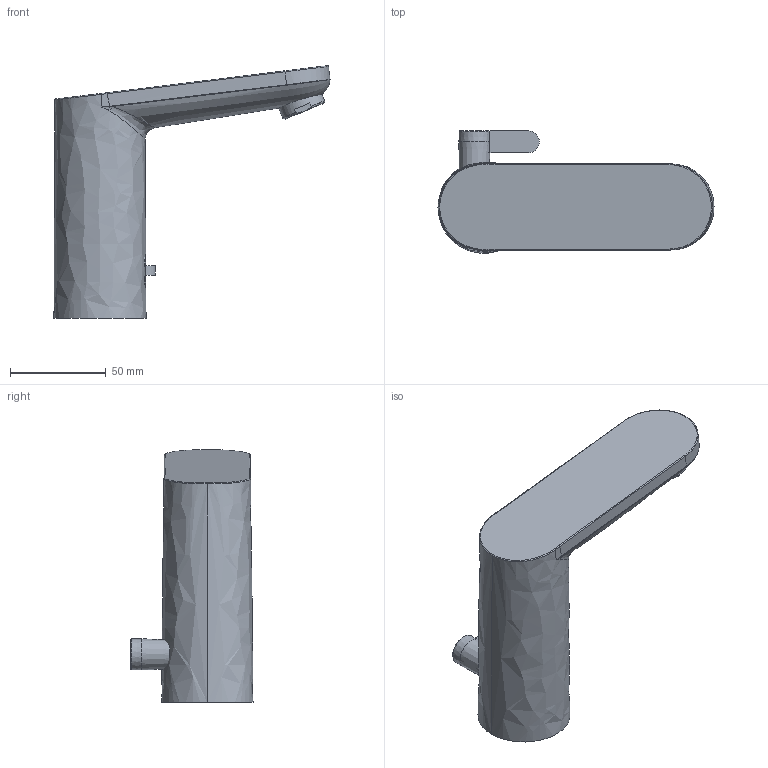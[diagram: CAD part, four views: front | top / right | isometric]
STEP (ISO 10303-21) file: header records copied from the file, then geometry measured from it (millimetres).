
FILE_DESCRIPTION(/* description */ ('Unknown'),/* implementation_level */ '2;1');
FILE_NAME(/* name */ '36324001',/* time_stamp */ '2022-09-08T19:14:35+02:00',/* author */ ('Unknown'),/* organization */ ('GROHE AG'),/* preprocessor_version */ 'ST-DEVELOPER v16.7',/* originating_system */ 'DEX',/* authorisation */ $);
FILE_SCHEMA (('AUTOMOTIVE_DESIGN {1 0 10303 214 3 1 1}'));
Length unit declared in the file: millimetre
Products named in the file (5): 36324001; 36324001_0; OVAL_5 20100827; g0189DD5nchc
Assembly tree (4 placements, depth 2):
  36324001
    36324001
    36324001_0
    OVAL_5 20100827
    g0189DD5nchc
Bounding box: 143.8 x 63.67 x 131.62 mm (x, y, z)
Volume: 103981.7 mm3; surface area: 68546.6 mm2
Topology: 4 solids, 7 shells, 488 faces, 1277 edges, 801 vertices
Faces by surface type: plane 245, cylinder 110, bspline 91, sphere 23, cone 14, torus 5
Full cylindrical faces by diameter (mm): 20.9 x1, 22.4 x2, 23.6 x2, 24 x1, 29.6 x1
Entity records: 22324 total; most frequent: CARTESIAN_POINT 10893, ORIENTED_EDGE 2466, DIRECTION 1881, EDGE_CURVE 1233, VERTEX_POINT 796, LINE 701, VECTOR 701, AXIS2_PLACEMENT_3D 590
